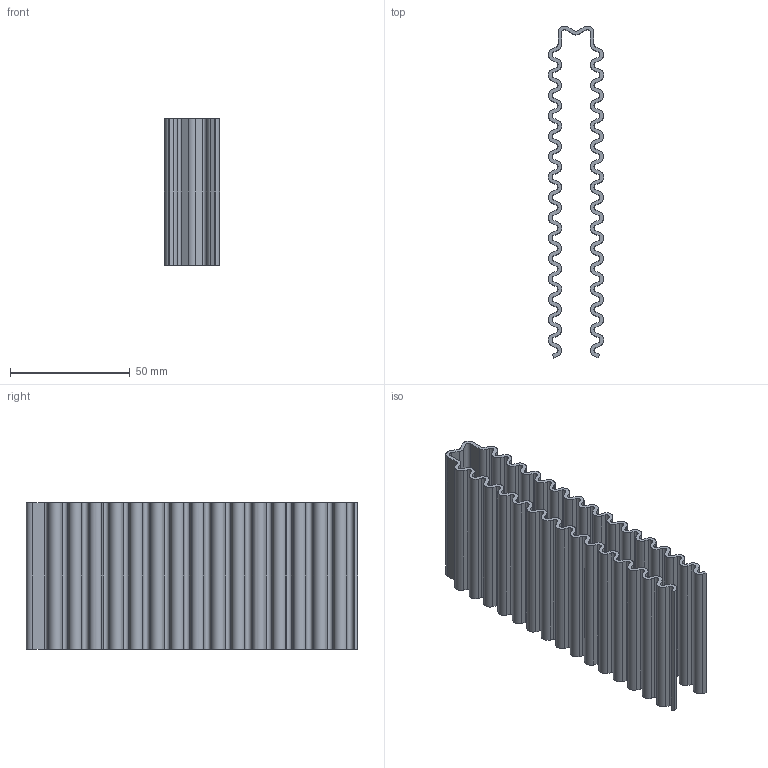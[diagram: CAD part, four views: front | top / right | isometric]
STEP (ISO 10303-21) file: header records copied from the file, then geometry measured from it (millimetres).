
FILE_DESCRIPTION(/* description */ (''),/* implementation_level */ '2;1');
FILE_NAME(/* name */ 'BR61 2.stp',/* time_stamp */ '2020-11-18T09:04:52+01:00',/* author */ ('stanislaw.luczak'),/* organization */ (''),/* preprocessor_version */ 'ST-DEVELOPER v18.1',/* originating_system */ 'Autodesk Inventor 2021',/* authorisation */ '');
FILE_SCHEMA (('AUTOMOTIVE_DESIGN { 1 0 10303 214 3 1 1 }'));
Length unit declared in the file: millimetre
Products named in the file (1): BR61 2
Bounding box: 23 x 138.34 x 61 mm (x, y, z)
Volume: 37844.6 mm3; surface area: 51883.3 mm2
Topology: 1 solids, 1 shells, 266 faces, 792 edges, 528 vertices
Faces by surface type: plane 136, cylinder 130
Entity records: 9037 total; most frequent: CARTESIAN_POINT 1587, DIRECTION 1586, ORIENTED_EDGE 1584, EDGE_CURVE 792, LINE 532, VECTOR 532, VERTEX_POINT 528, AXIS2_PLACEMENT_3D 527
